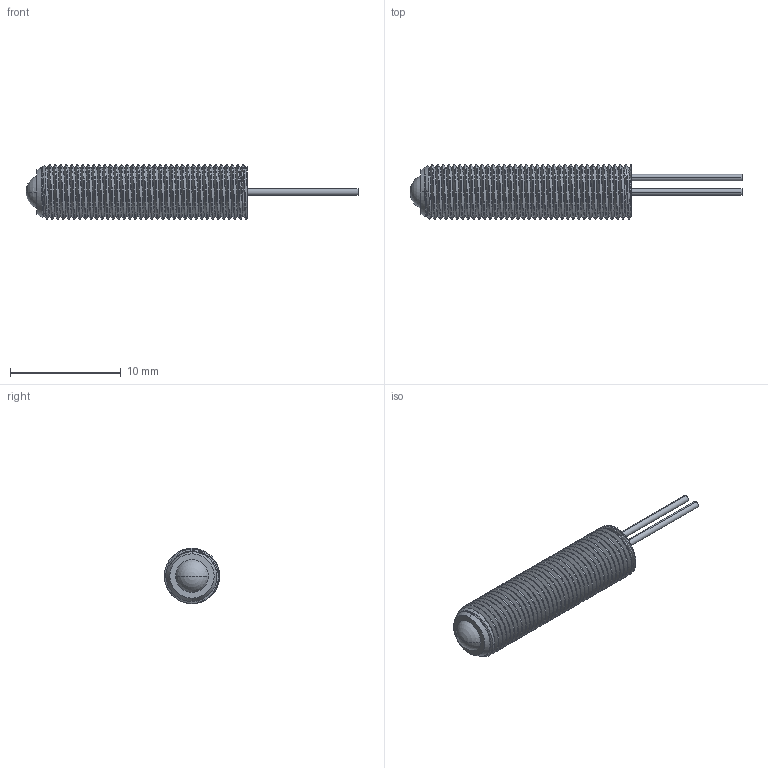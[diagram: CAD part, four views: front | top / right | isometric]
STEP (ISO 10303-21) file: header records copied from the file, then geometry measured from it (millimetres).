
FILE_DESCRIPTION(('STEP AP203'),'1');
FILE_NAME('BP5MWA.stp','2015-10-21T06:59:33',(' '),(' '),'Spatial InterOp 3D',' ',' ');
FILE_SCHEMA(('CONFIG_CONTROL_DESIGN'));
Length unit declared in the file: millimetre
Products named in the file (1): 1
Bounding box: 29.99 x 5 x 5 mm (x, y, z)
Volume: 335.1 mm3; surface area: 551 mm2
Topology: 1 solids, 1 shells, 92 faces, 264 edges, 175 vertices
Faces by surface type: cylinder 78, plane 5, cone 4, bspline 3, sphere 2
Entity records: 72080 total; most frequent: CARTESIAN_POINT 70095, ORIENTED_EDGE 524, DIRECTION 300, EDGE_CURVE 262, VERTEX_POINT 175, AXIS2_PLACEMENT_3D 108, EDGE_LOOP 95, ADVANCED_FACE 92
